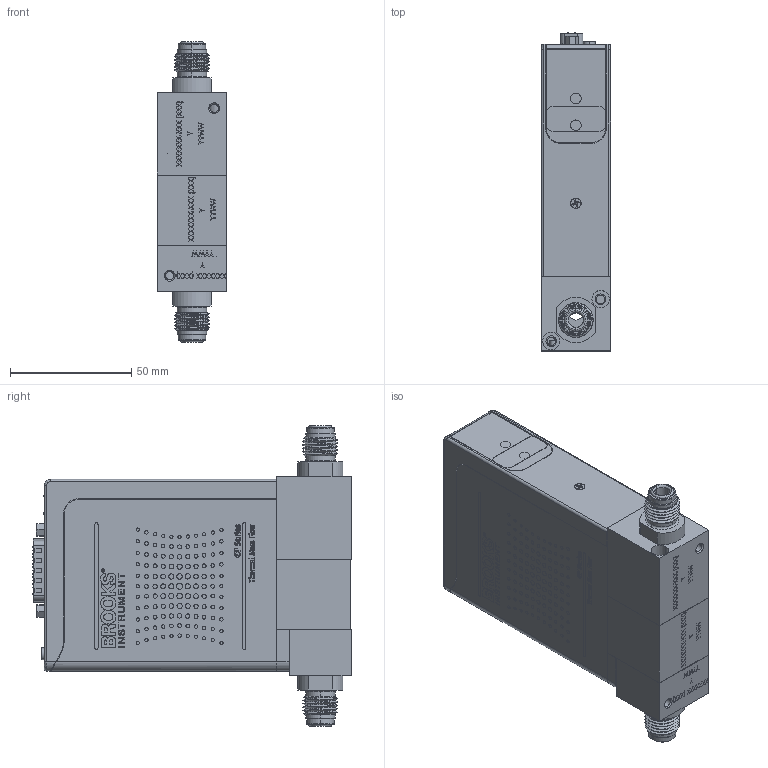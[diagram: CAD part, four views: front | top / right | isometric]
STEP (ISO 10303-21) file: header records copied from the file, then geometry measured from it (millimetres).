
FILE_DESCRIPTION (( 'STEP AP203' ), '1' );
FILE_NAME ('GF080-VX-S4.STEP', '2015-09-25T15:57:44', ( 'mrutkowski' ), ( 'Hewlett-Packard Company' ), 'SwSTEP 2.0', 'SolidWorks 2014', '' );
FILE_SCHEMA (( 'CONFIG_CONTROL_DESIGN' ));
Length unit declared in the file: inch
Products named in the file (1): GF080-VX-S4
Bounding box: 28.64 x 131.18 x 124.02 mm (x, y, z)
Surface area: 54147.8 mm2 (no closed solid volume)
Topology: 0 solids, 214 shells, 1020 faces, 8028 edges, 7184 vertices
Faces by surface type: plane 663, cylinder 187, cone 72, bspline 68, torus 30
Entity records: 82633 total; most frequent: CARTESIAN_POINT 32133, ORIENTED_EDGE 9587, EDGE_CURVE 8014, VERTEX_POINT 7184, DIRECTION 6910, LINE 3932, VECTOR 3932, B_SPLINE_CURVE_WITH_KNOTS 3450
